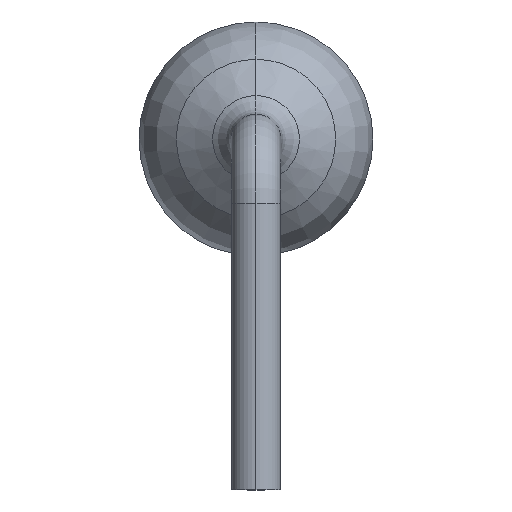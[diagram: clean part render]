
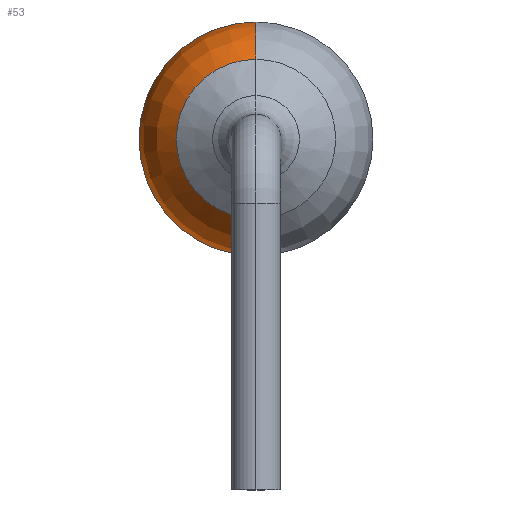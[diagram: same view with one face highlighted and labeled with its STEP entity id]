
A CAD part, left-side view. The second image highlights one B-rep face of the part: STEP entity #53.
In plain terms, the highlighted toroidal (fillet/blend) face has major radius 0.26 mm and minor radius 1.04 mm.
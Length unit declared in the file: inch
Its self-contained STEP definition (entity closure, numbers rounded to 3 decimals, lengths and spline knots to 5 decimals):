
#43 = CARTESIAN_POINT ( 'NONE',  ( -0.12188, 0., 0.09 ) ) ;
#50 = VERTEX_POINT ( 'NONE', #787 ) ;
#53 = ADVANCED_FACE ( 'NONE', ( #1028 ), #1224, .T. ) ;
#55 = CIRCLE ( 'NONE', #694, 0.03488 ) ;
#88 = DIRECTION ( 'NONE',  ( 1., 0., 0. ) ) ;
#128 = EDGE_CURVE ( 'NONE', #331, #50, #1169, .T. ) ;
#142 = AXIS2_PLACEMENT_3D ( 'NONE', #1555, #252, #777 ) ;
#184 = CARTESIAN_POINT ( 'NONE',  ( -0.08918, 0., 0.00394 ) ) ;
#195 = EDGE_CURVE ( 'NONE', #647, #469, #1277, .T. ) ;
#220 = CARTESIAN_POINT ( 'NONE',  ( -0.12188, 0., 0.05512 ) ) ;
#252 = DIRECTION ( 'NONE',  ( 0., 1., 0. ) ) ;
#320 = AXIS2_PLACEMENT_3D ( 'NONE', #1038, #360, #1155 ) ;
#331 = VERTEX_POINT ( 'NONE', #43 ) ;
#333 = ORIENTED_EDGE ( 'NONE', *, *, #1120, .T. ) ;
#360 = DIRECTION ( 'NONE',  ( 1., 0., 0. ) ) ;
#469 = VERTEX_POINT ( 'NONE', #184 ) ;
#485 = DIRECTION ( 'NONE',  ( 0., 0., -1. ) ) ;
#614 = ORIENTED_EDGE ( 'NONE', *, *, #195, .F. ) ;
#647 = VERTEX_POINT ( 'NONE', #994 ) ;
#694 = AXIS2_PLACEMENT_3D ( 'NONE', #220, #1431, #752 ) ;
#752 = DIRECTION ( 'NONE',  ( 0., 0., -1. ) ) ;
#777 = DIRECTION ( 'NONE',  ( 0., 0., 1. ) ) ;
#787 = CARTESIAN_POINT ( 'NONE',  ( -0.08918, 0., 0.1063 ) ) ;
#825 = EDGE_LOOP ( 'NONE', ( #333, #1363, #1185, #614 ) ) ;
#960 = DIRECTION ( 'NONE',  ( 0., -1., 0. ) ) ;
#973 = AXIS2_PLACEMENT_3D ( 'NONE', #1344, #960, #1083 ) ;
#994 = CARTESIAN_POINT ( 'NONE',  ( -0.12188, 0., 0.02024 ) ) ;
#1028 = FACE_OUTER_BOUND ( 'NONE', #825, .T. ) ;
#1038 = CARTESIAN_POINT ( 'NONE',  ( -0.08918, 0., 0.05512 ) ) ;
#1058 = AXIS2_PLACEMENT_3D ( 'NONE', #1282, #88, #485 ) ;
#1081 = EDGE_CURVE ( 'NONE', #469, #50, #1246, .T. ) ;
#1083 = DIRECTION ( 'NONE',  ( 0., 0., -1. ) ) ;
#1120 = EDGE_CURVE ( 'NONE', #647, #331, #55, .T. ) ;
#1155 = DIRECTION ( 'NONE',  ( 0., 0., -1. ) ) ;
#1169 = CIRCLE ( 'NONE', #142, 0.04094 ) ;
#1185 = ORIENTED_EDGE ( 'NONE', *, *, #1081, .F. ) ;
#1224 = TOROIDAL_SURFACE ( 'NONE', #1058, 0.01024, 0.04094 ) ;
#1246 = CIRCLE ( 'NONE', #320, 0.05118 ) ;
#1277 = CIRCLE ( 'NONE', #973, 0.04094 ) ;
#1282 = CARTESIAN_POINT ( 'NONE',  ( -0.08918, 0., 0.05512 ) ) ;
#1344 = CARTESIAN_POINT ( 'NONE',  ( -0.08918, 0., 0.04488 ) ) ;
#1363 = ORIENTED_EDGE ( 'NONE', *, *, #128, .T. ) ;
#1431 = DIRECTION ( 'NONE',  ( 1., 0., 0. ) ) ;
#1555 = CARTESIAN_POINT ( 'NONE',  ( -0.08918, 0., 0.06535 ) ) ;
